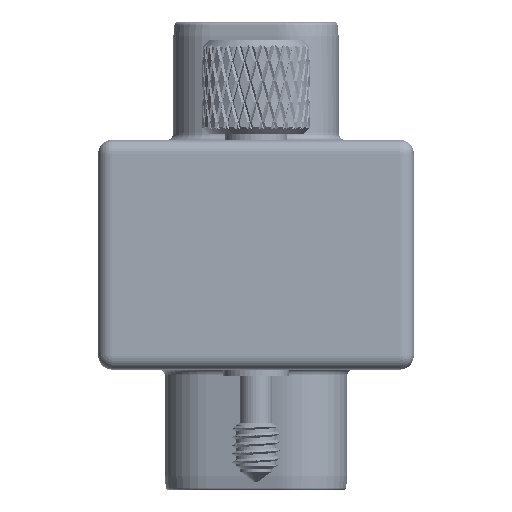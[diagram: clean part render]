
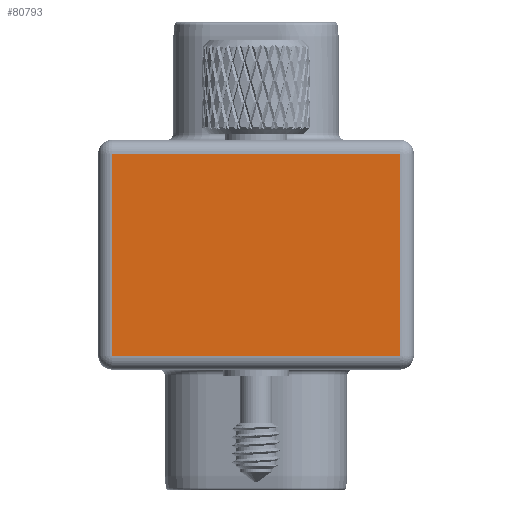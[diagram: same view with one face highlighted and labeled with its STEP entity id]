
A CAD part, left-side view. The second image highlights one B-rep face of the part: STEP entity #80793.
In plain terms, the highlighted face is planar.
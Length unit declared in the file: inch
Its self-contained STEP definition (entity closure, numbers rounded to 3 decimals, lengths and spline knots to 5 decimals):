
#2096 = VECTOR ( 'NONE', #64091, 39.37008 ) ;
#2427 = VECTOR ( 'NONE', #3029, 39.37008 ) ;
#3029 = DIRECTION ( 'NONE',  ( 0., 0., -1. ) ) ;
#4364 = ORIENTED_EDGE ( 'NONE', *, *, #43258, .T. ) ;
#6751 = EDGE_CURVE ( '??79', #112214, #45756, #141178, .T. ) ;
#6770 = CARTESIAN_POINT ( 'NONE',  ( 1.1811, -0.40945, -0.2874 ) ) ;
#13133 = CARTESIAN_POINT ( 'NONE',  ( 1.1811, 0.40945, 0.2874 ) ) ;
#16342 = VERTEX_POINT ( 'NONE', #70137 ) ;
#21105 = CARTESIAN_POINT ( 'NONE',  ( 1.1811, 0.44882, -0.2874 ) ) ;
#21474 = ORIENTED_EDGE ( 'NONE', *, *, #116504, .T. ) ;
#26342 = EDGE_LOOP ( 'NONE', ( #4364, #21474, #36844, #44154 ) ) ;
#34887 = LINE ( 'NONE', #62262, #125754 ) ;
#35877 = CARTESIAN_POINT ( 'NONE',  ( 1.1811, 0.40945, 0.32677 ) ) ;
#36844 = ORIENTED_EDGE ( 'NONE', *, *, #106790, .T. ) ;
#39056 = LINE ( 'NONE', #70366, #2427 ) ;
#43258 = EDGE_CURVE ( 'NONE', #45756, #16342, #34887, .T. ) ;
#44154 = ORIENTED_EDGE ( 'NONE', *, *, #6751, .T. ) ;
#45756 = VERTEX_POINT ( 'NONE', #13133 ) ;
#50115 = PLANE ( 'NONE',  #69866 ) ;
#51573 = CARTESIAN_POINT ( 'NONE',  ( 1.1811, -0.44882, 0.32677 ) ) ;
#52420 = DIRECTION ( 'NONE',  ( 0., -1., 0. ) ) ;
#62262 = CARTESIAN_POINT ( 'NONE',  ( 1.1811, -0.44882, 0.2874 ) ) ;
#64091 = DIRECTION ( 'NONE',  ( 0., 1., 0. ) ) ;
#69866 = AXIS2_PLACEMENT_3D ( 'NONE', #51573, #73119, #84377 ) ;
#70137 = CARTESIAN_POINT ( 'NONE',  ( 1.1811, -0.40945, 0.2874 ) ) ;
#70366 = CARTESIAN_POINT ( 'NONE',  ( 1.1811, -0.40945, 0.32677 ) ) ;
#72125 = FACE_OUTER_BOUND ( 'NONE', #26342, .T. ) ;
#73119 = DIRECTION ( 'NONE',  ( 1., 0., 0. ) ) ;
#80793 = ADVANCED_FACE ( 'NONE', ( #72125 ), #50115, .T. ) ;
#83540 = VECTOR ( 'NONE', #115165, 39.37008 ) ;
#84377 = DIRECTION ( 'NONE',  ( 0., 0., -1. ) ) ;
#94698 = LINE ( 'NONE', #21105, #2096 ) ;
#101576 = CARTESIAN_POINT ( 'NONE',  ( 1.1811, 0.40945, -0.2874 ) ) ;
#103573 = VERTEX_POINT ( 'NONE', #6770 ) ;
#106790 = EDGE_CURVE ( 'NONE', #103573, #112214, #94698, .T. ) ;
#112214 = VERTEX_POINT ( 'NONE', #101576 ) ;
#115165 = DIRECTION ( 'NONE',  ( 0., 0., 1. ) ) ;
#116504 = EDGE_CURVE ( '??101', #16342, #103573, #39056, .T. ) ;
#125754 = VECTOR ( 'NONE', #52420, 39.37008 ) ;
#141178 = LINE ( 'NONE', #35877, #83540 ) ;
